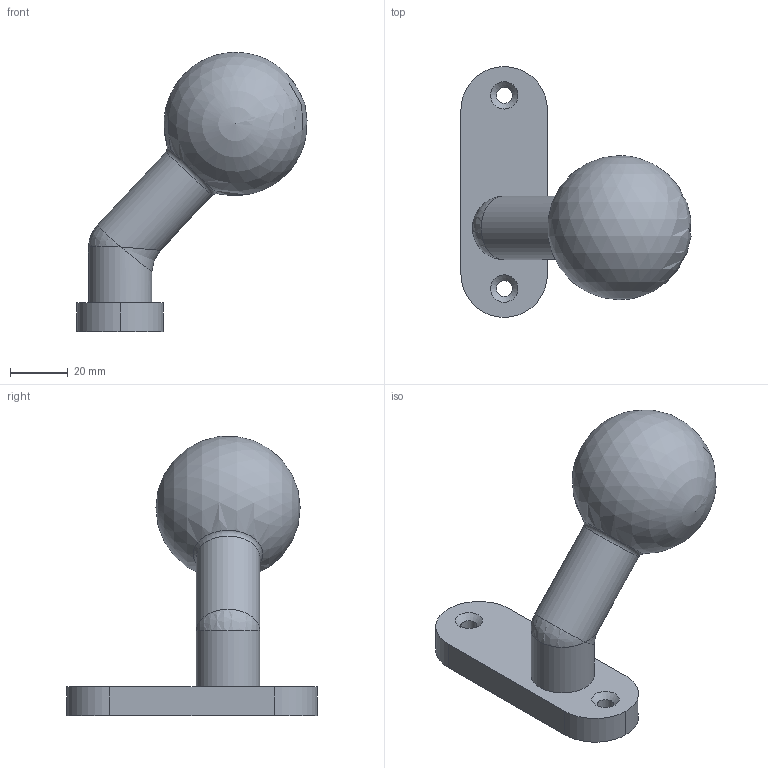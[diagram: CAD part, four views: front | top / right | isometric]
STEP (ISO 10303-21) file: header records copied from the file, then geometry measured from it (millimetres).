
FILE_DESCRIPTION (( 'STEP AP203' ), '1' );
FILE_NAME ('16253.STEP', '2022-05-18T08:45:23', ( '' ), ( '' ), 'SwSTEP 2.0', 'SolidWorks 2018', '' );
FILE_SCHEMA (( 'CONFIG_CONTROL_DESIGN' ));
Length unit declared in the file: millimetre
Products named in the file (5): 16253 Teil1_16253 Teil1; 16253 Teil2_16253 Teil2; 16253; DIN 7991 Konfig_M12x20; 16253 Teil3_15261 Teil3
Assembly tree (4 placements, depth 2):
  16253
    16253 Teil1_16253 Teil1
    16253 Teil2_16253 Teil2
    16253 Teil3_15261 Teil3
    DIN 7991 Konfig_M12x20
Bounding box: 79.8 x 87 x 96.8 mm (x, y, z)
Volume: 106718 mm3; surface area: 22344.9 mm2
Topology: 4 solids, 4 shells, 276 faces, 741 edges, 488 vertices
Faces by surface type: plane 141, bspline 106, cylinder 19, cone 7, sphere 2, torus 1
Full cylindrical faces by diameter (mm): 5.5 x2, 10.2 x1, 12 x1, 18 x1, 20 x1, 22 x2, 23.5 x1, 24 x1, 26 x1
Entity records: 13681 total; most frequent: CARTESIAN_POINT 7098, ORIENTED_EDGE 1420, DIRECTION 889, EDGE_CURVE 710, VERTEX_POINT 481, LINE 437, VECTOR 437, EDGE_LOOP 323
